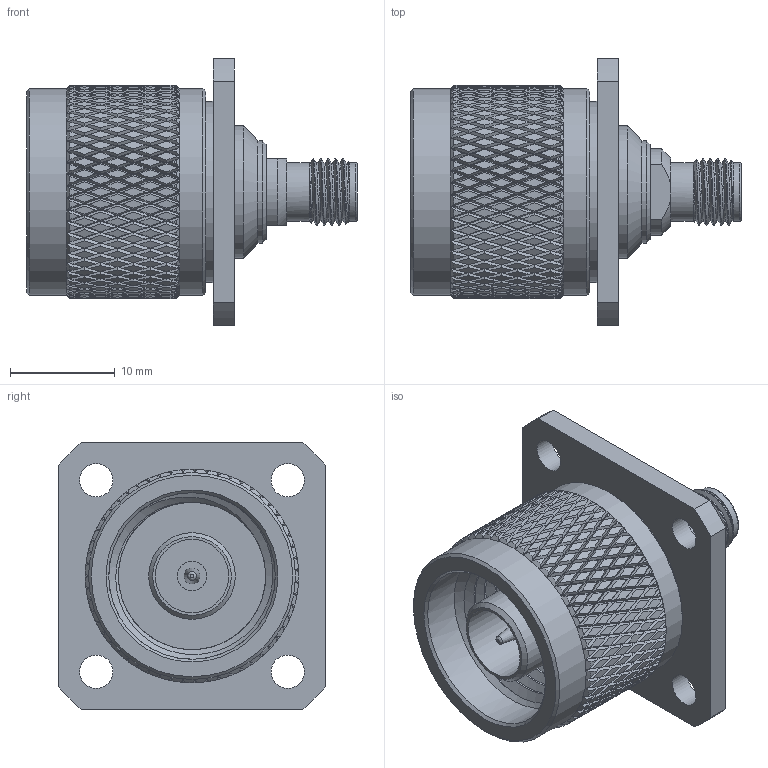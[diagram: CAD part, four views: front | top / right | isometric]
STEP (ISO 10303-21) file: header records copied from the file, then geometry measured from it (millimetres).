
FILE_DESCRIPTION (( 'STEP AP203' ), '1' );
FILE_NAME ('SM4256.step', '2019-10-11T15:37:00', ( '' ), ( '' ), 'SwSTEP 2.0', 'SolidWorks 2018', '' );
FILE_SCHEMA (( 'CONFIG_CONTROL_DESIGN' ));
Products named in the file (1): SM4256
Bounding box: 31.48 x 25.4 x 25.4 mm (x, y, z)
Volume: 5622.3 mm3; surface area: 4521.4 mm2
Topology: 1 solids, 1 shells, 2286 faces, 4873 edges, 2602 vertices
Faces by surface type: bspline 1767, cylinder 471, plane 29, cone 18, torus 1
Full cylindrical faces by diameter (mm): 0.914 x1, 1.168 x1, 1.524 x1, 2.794 x1, 3.175 x4, 4.572 x1, 5.582 x2, 6.985 x1, 8.255 x1, 9.721 x1, 12.624 x1, 15.875 x5, 17.249 x1, 19.715 x2
Entity records: 83682 total; most frequent: CARTESIAN_POINT 54314, ORIENTED_EDGE 9638, EDGE_CURVE 4819, VERTEX_POINT 2585, EDGE_LOOP 2334, FACE_OUTER_BOUND 2302, ADVANCED_FACE 2281, B_SPLINE_CURVE_WITH_KNOTS 2167
